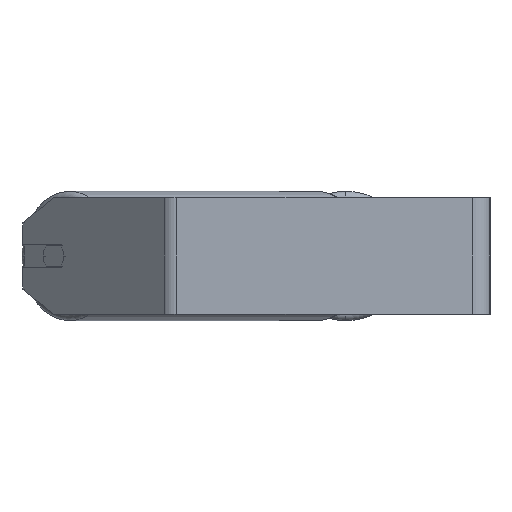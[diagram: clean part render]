
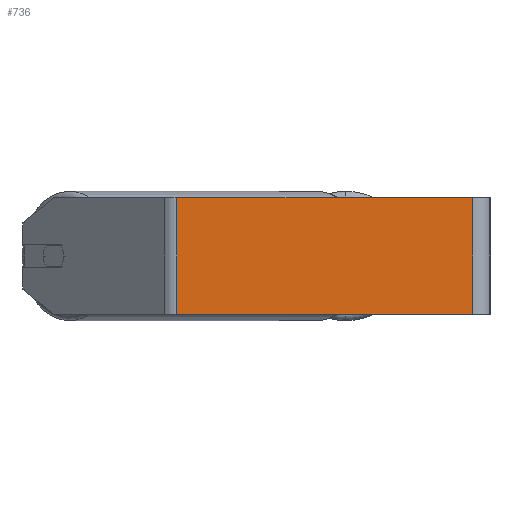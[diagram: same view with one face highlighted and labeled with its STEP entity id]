
A CAD part, left-side view. The second image highlights one B-rep face of the part: STEP entity #736.
In plain terms, the highlighted planar face has unit normal (-1, 0, 0).
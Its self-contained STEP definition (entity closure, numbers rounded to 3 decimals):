
#736 = ADVANCED_FACE ( 'NONE', ( #2527 ), #5275, .F. ) ;
#796 = VERTEX_POINT ( 'NONE', #3993 ) ;
#1075 = CARTESIAN_POINT ( 'NONE',  ( -430., 215.181, 40. ) ) ;
#1122 = CARTESIAN_POINT ( 'NONE',  ( -430., 220.151, 40. ) ) ;
#1226 = LINE ( 'NONE', #8696, #6100 ) ;
#1236 = ORIENTED_EDGE ( 'NONE', *, *, #1557, .T. ) ;
#1557 = EDGE_CURVE ( 'NONE', #2883, #2284, #1226, .T. ) ;
#1808 = LINE ( 'NONE', #6528, #7365 ) ;
#1986 = LINE ( 'NONE', #8004, #3684 ) ;
#2284 = VERTEX_POINT ( 'NONE', #5919 ) ;
#2508 = EDGE_LOOP ( 'NONE', ( #1236, #5680, #4321, #5850 ) ) ;
#2527 = FACE_OUTER_BOUND ( 'NONE', #2508, .T. ) ;
#2839 = VECTOR ( 'NONE', #6671, 1000. ) ;
#2883 = VERTEX_POINT ( 'NONE', #8133 ) ;
#3354 = CARTESIAN_POINT ( 'NONE',  ( -430., 12., 40. ) ) ;
#3684 = VECTOR ( 'NONE', #7163, 1000. ) ;
#3993 = CARTESIAN_POINT ( 'NONE',  ( -430., 12., 40. ) ) ;
#4005 = DIRECTION ( 'NONE',  ( 0., -1., 0. ) ) ;
#4320 = DIRECTION ( 'NONE',  ( 0., 0., -1. ) ) ;
#4321 = ORIENTED_EDGE ( 'NONE', *, *, #5419, .F. ) ;
#4642 = DIRECTION ( 'NONE',  ( 1., 0., 0. ) ) ;
#5143 = LINE ( 'NONE', #3354, #2839 ) ;
#5275 = PLANE ( 'NONE',  #5392 ) ;
#5392 = AXIS2_PLACEMENT_3D ( 'NONE', #1122, #4642, #7265 ) ;
#5419 = EDGE_CURVE ( 'NONE', #7994, #796, #1986, .T. ) ;
#5465 = EDGE_CURVE ( 'NONE', #796, #2284, #5143, .T. ) ;
#5663 = EDGE_CURVE ( 'NONE', #7994, #2883, #1808, .T. ) ;
#5680 = ORIENTED_EDGE ( 'NONE', *, *, #5465, .F. ) ;
#5850 = ORIENTED_EDGE ( 'NONE', *, *, #5663, .T. ) ;
#5919 = CARTESIAN_POINT ( 'NONE',  ( -430., 12., -40. ) ) ;
#6100 = VECTOR ( 'NONE', #4005, 1000. ) ;
#6528 = CARTESIAN_POINT ( 'NONE',  ( -430., 215.181, 40. ) ) ;
#6671 = DIRECTION ( 'NONE',  ( 0., 0., -1. ) ) ;
#7163 = DIRECTION ( 'NONE',  ( 0., -1., 0. ) ) ;
#7265 = DIRECTION ( 'NONE',  ( 0., 1., 0. ) ) ;
#7365 = VECTOR ( 'NONE', #4320, 1000. ) ;
#7994 = VERTEX_POINT ( 'NONE', #1075 ) ;
#8004 = CARTESIAN_POINT ( 'NONE',  ( -430., 220.151, 40. ) ) ;
#8133 = CARTESIAN_POINT ( 'NONE',  ( -430., 215.181, -40. ) ) ;
#8696 = CARTESIAN_POINT ( 'NONE',  ( -430., 220.151, -40. ) ) ;
